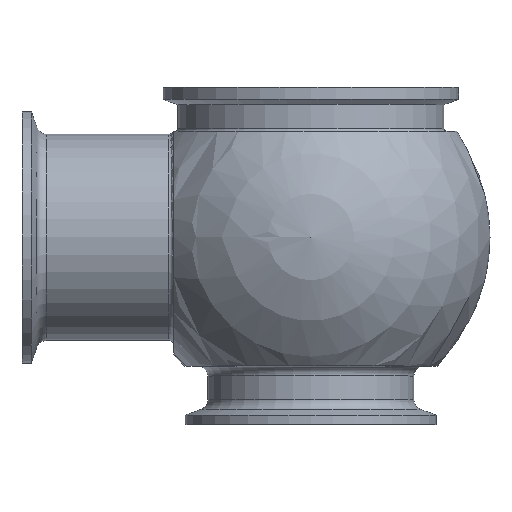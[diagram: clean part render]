
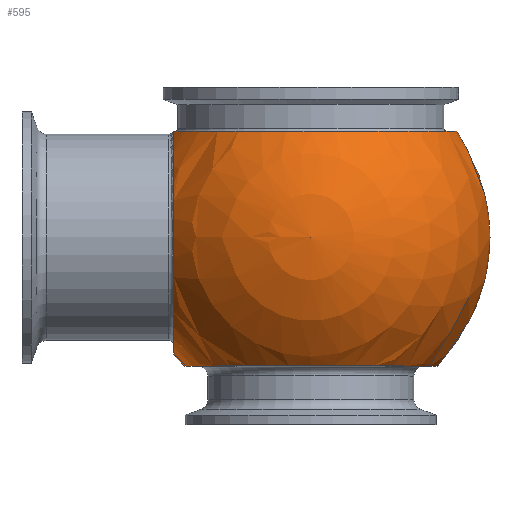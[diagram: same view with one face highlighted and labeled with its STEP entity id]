
A CAD part, top view. The second image highlights one B-rep face of the part: STEP entity #595.
In plain terms, the highlighted spherical face has radius 55.55 mm.
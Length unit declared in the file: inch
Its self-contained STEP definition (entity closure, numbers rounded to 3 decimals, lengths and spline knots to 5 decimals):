
#15=SPHERICAL_SURFACE('',#694,2.187);
#18=FACE_BOUND('',#125,.T.);
#90=FACE_OUTER_BOUND('',#124,.T.);
#124=EDGE_LOOP('',(#480,#481,#482,#483,#484,#485,#486,#487));
#125=EDGE_LOOP('',(#488));
#190=CIRCLE('',#695,1.76967);
#191=CIRCLE('',#696,1.42269);
#192=CIRCLE('',#697,2.187);
#193=CIRCLE('',#698,1.42269);
#194=CIRCLE('',#699,2.187);
#195=CIRCLE('',#700,1.42269);
#196=CIRCLE('',#701,1.53175);
#261=VERTEX_POINT('',#1101);
#262=VERTEX_POINT('',#1102);
#263=VERTEX_POINT('',#1104);
#264=VERTEX_POINT('',#1106);
#265=VERTEX_POINT('',#1108);
#266=VERTEX_POINT('',#1110);
#267=VERTEX_POINT('',#1113);
#343=EDGE_CURVE('',#261,#262,#190,.T.);
#344=EDGE_CURVE('',#263,#261,#191,.T.);
#345=EDGE_CURVE('',#263,#264,#192,.T.);
#346=EDGE_CURVE('',#265,#263,#193,.T.);
#347=EDGE_CURVE('',#266,#265,#194,.T.);
#348=EDGE_CURVE('',#262,#265,#195,.T.);
#349=EDGE_CURVE('',#267,#267,#196,.T.);
#480=ORIENTED_EDGE('',*,*,#343,.F.);
#481=ORIENTED_EDGE('',*,*,#344,.F.);
#482=ORIENTED_EDGE('',*,*,#345,.T.);
#483=ORIENTED_EDGE('',*,*,#345,.F.);
#484=ORIENTED_EDGE('',*,*,#346,.F.);
#485=ORIENTED_EDGE('',*,*,#347,.F.);
#486=ORIENTED_EDGE('',*,*,#347,.T.);
#487=ORIENTED_EDGE('',*,*,#348,.F.);
#488=ORIENTED_EDGE('',*,*,#349,.T.);
#595=ADVANCED_FACE('',(#90,#18),#15,.T.);
#694=AXIS2_PLACEMENT_3D('',#1100,#877,#878);
#695=AXIS2_PLACEMENT_3D('',#1103,#879,#880);
#696=AXIS2_PLACEMENT_3D('',#1105,#881,#882);
#697=AXIS2_PLACEMENT_3D('',#1107,#883,#884);
#698=AXIS2_PLACEMENT_3D('',#1109,#885,#886);
#699=AXIS2_PLACEMENT_3D('',#1111,#887,#888);
#700=AXIS2_PLACEMENT_3D('',#1112,#889,#890);
#701=AXIS2_PLACEMENT_3D('',#1114,#891,#892);
#877=DIRECTION('center_axis',(0.,0.,-1.));
#878=DIRECTION('ref_axis',(1.,0.,0.));
#879=DIRECTION('center_axis',(0.,1.,0.));
#880=DIRECTION('ref_axis',(-1.,0.,0.));
#881=DIRECTION('center_axis',(-1.,0.,0.));
#882=DIRECTION('ref_axis',(0.,-1.,0.));
#883=DIRECTION('center_axis',(0.,1.,0.));
#884=DIRECTION('ref_axis',(-1.,0.,0.));
#885=DIRECTION('center_axis',(-1.,0.,0.));
#886=DIRECTION('ref_axis',(0.,-1.,0.));
#887=DIRECTION('center_axis',(0.,1.,0.));
#888=DIRECTION('ref_axis',(-1.,0.,0.));
#889=DIRECTION('center_axis',(-1.,0.,0.));
#890=DIRECTION('ref_axis',(0.,-1.,0.));
#891=DIRECTION('center_axis',(0.,1.,0.));
#892=DIRECTION('ref_axis',(-1.,0.,0.));
#1100=CARTESIAN_POINT('Origin',(4.7899,4.4711,2.437));
#1101=CARTESIAN_POINT('',(3.1289,5.7561,3.04759));
#1102=CARTESIAN_POINT('',(3.1289,5.7561,1.82641));
#1103=CARTESIAN_POINT('Origin',(4.7899,5.7561,2.437));
#1104=CARTESIAN_POINT('',(3.1289,4.4711,3.85969));
#1105=CARTESIAN_POINT('Origin',(3.1289,4.4711,2.437));
#1106=CARTESIAN_POINT('',(4.7899,4.4711,4.624));
#1107=CARTESIAN_POINT('Origin',(4.7899,4.4711,2.437));
#1108=CARTESIAN_POINT('',(3.1289,4.4711,1.01431));
#1109=CARTESIAN_POINT('Origin',(3.1289,4.4711,2.437));
#1110=CARTESIAN_POINT('',(4.7899,4.4711,0.25));
#1111=CARTESIAN_POINT('Origin',(4.7899,4.4711,2.437));
#1112=CARTESIAN_POINT('Origin',(3.1289,4.4711,2.437));
#1113=CARTESIAN_POINT('',(6.32164,2.9101,2.437));
#1114=CARTESIAN_POINT('Origin',(4.7899,2.9101,2.437));
